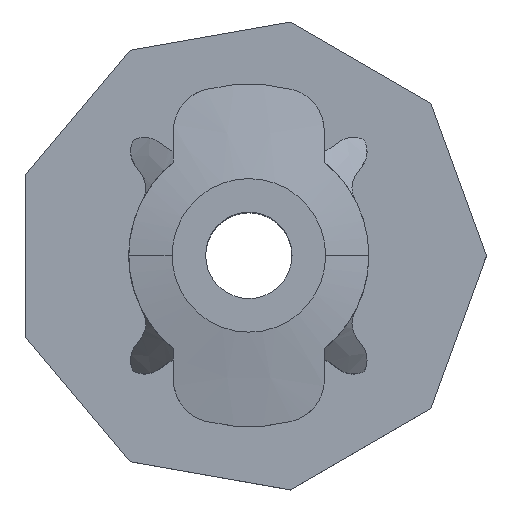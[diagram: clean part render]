
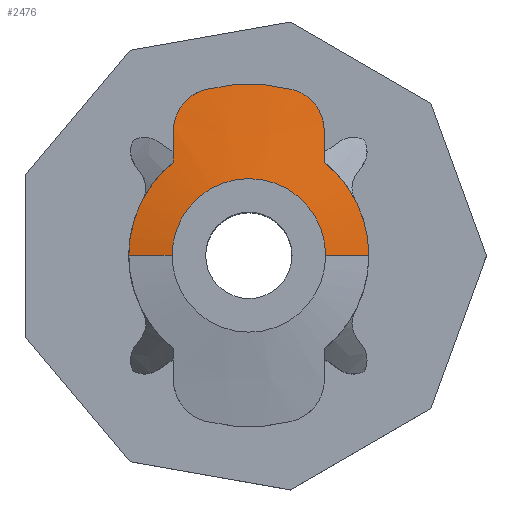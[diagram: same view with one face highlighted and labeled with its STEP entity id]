
A CAD part, top view. The second image highlights one B-rep face of the part: STEP entity #2476.
In plain terms, the highlighted conical face has half-angle 80.134 degrees and reference radius 7.938 mm.
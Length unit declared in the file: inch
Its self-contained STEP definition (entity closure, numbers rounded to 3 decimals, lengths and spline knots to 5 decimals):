
#8 = EDGE_CURVE ( 'NONE', #907, #278, #269, .T. ) ;
#19 = DIRECTION ( 'NONE',  ( -1., 0., 0. ) ) ;
#28 = CARTESIAN_POINT ( 'NONE',  ( -0.3125, 0., 0.71803 ) ) ;
#40 = DIRECTION ( 'NONE',  ( 0., 0., -1. ) ) ;
#71 = ORIENTED_EDGE ( 'NONE', *, *, #916, .T. ) ;
#109 = DIRECTION ( 'NONE',  ( -1., 0., 0. ) ) ;
#222 = VECTOR ( 'NONE', #2713, 39.37008 ) ;
#269 = CIRCLE ( 'NONE', #2366, 0.21875 ) ;
#274 = VECTOR ( 'NONE', #3640, 39.37008 ) ;
#278 = VERTEX_POINT ( 'NONE', #2902 ) ;
#286 = AXIS2_PLACEMENT_3D ( 'NONE', #2983, #498, #2912 ) ;
#402 = CARTESIAN_POINT ( 'NONE',  ( 0., 0., 0.74803 ) ) ;
#498 = DIRECTION ( 'NONE',  ( 0., 0., -1. ) ) ;
#600 = CIRCLE ( 'NONE', #618, 0.3125 ) ;
#613 = CARTESIAN_POINT ( 'NONE',  ( 0., 0., 0.73434 ) ) ;
#618 = AXIS2_PLACEMENT_3D ( 'NONE', #1652, #1641, #1630 ) ;
#636 = ORIENTED_EDGE ( 'NONE', *, *, #3482, .T. ) ;
#767 = CARTESIAN_POINT ( 'NONE',  ( 0.3125, 0., 0.71803 ) ) ;
#784 = CARTESIAN_POINT ( 'NONE',  ( -0.21875, 0., 0.73434 ) ) ;
#907 = VERTEX_POINT ( 'NONE', #2009 ) ;
#916 = EDGE_CURVE ( 'NONE', #3573, #1999, #1909, .T. ) ;
#949 = CARTESIAN_POINT ( 'NONE',  ( 0.1375, 0.18886, 0.7318 ) ) ;
#1053 = EDGE_LOOP ( 'NONE', ( #636, #1098, #1339, #2031, #71, #3223, #3202, #3348, #3415, #3040 ) ) ;
#1071 = CARTESIAN_POINT ( 'NONE',  ( 0.07855, 0.30247, 0.71803 ) ) ;
#1094 = CARTESIAN_POINT ( 'NONE',  ( 0.14, 0., 0.74803 ) ) ;
#1098 = ORIENTED_EDGE ( 'NONE', *, *, #3576, .T. ) ;
#1183 = CONICAL_SURFACE ( 'NONE', #3218, 0.3125, 1.399 ) ;
#1203 = VERTEX_POINT ( 'NONE', #1094 ) ;
#1339 = ORIENTED_EDGE ( 'NONE', *, *, #8, .F. ) ;
#1485 = CARTESIAN_POINT ( 'NONE',  ( -0.1375, 0.17013, 0.73434 ) ) ;
#1630 = DIRECTION ( 'NONE',  ( -1., 0., 0. ) ) ;
#1641 = DIRECTION ( 'NONE',  ( 0., 0., 1. ) ) ;
#1652 = CARTESIAN_POINT ( 'NONE',  ( 0., 0., 0.71803 ) ) ;
#1743 = DIRECTION ( 'NONE',  ( 0., 0., -1. ) ) ;
#1817 = CARTESIAN_POINT ( 'NONE',  ( 0.11586, 0.28117, 0.71951 ) ) ;
#1825 = CARTESIAN_POINT ( 'NONE',  ( 0.12646, 0.26739, 0.72096 ) ) ;
#1847 = CARTESIAN_POINT ( 'NONE',  ( 0.13053, 0.25979, 0.72183 ) ) ;
#1852 = LINE ( 'NONE', #767, #274 ) ;
#1909 = B_SPLINE_CURVE_WITH_KNOTS ( 'NONE', 3,
 ( #2107, #2093, #3023, #1847, #1825, #1817, #3677, #2260, #2222, #2198 ),
 .UNSPECIFIED., .F., .F.,
 ( 4, 2, 2, 2, 4 ),
 ( 0., 0.00066, 0.00132, 0.00197, 0.00263 ),
 .UNSPECIFIED. ) ;
#1915 = VERTEX_POINT ( 'NONE', #3445 ) ;
#1936 = B_SPLINE_CURVE_WITH_KNOTS ( 'NONE', 3,
 ( #3359, #3473, #3326, #3226, #3210, #3141, #3087, #3072, #3055, #3043 ),
 .UNSPECIFIED., .F., .F.,
 ( 4, 2, 2, 2, 4 ),
 ( 0., 0.00066, 0.00132, 0.00197, 0.00263 ),
 .UNSPECIFIED. ) ;
#1993 = FACE_OUTER_BOUND ( 'NONE', #1053, .T. ) ;
#1999 = VERTEX_POINT ( 'NONE', #1071 ) ;
#2001 = VERTEX_POINT ( 'NONE', #784 ) ;
#2005 = EDGE_CURVE ( 'NONE', #1915, #2001, #2187, .T. ) ;
#2009 = CARTESIAN_POINT ( 'NONE',  ( 0.1375, 0.17013, 0.73434 ) ) ;
#2031 = ORIENTED_EDGE ( 'NONE', *, *, #2914, .T. ) ;
#2093 = CARTESIAN_POINT ( 'NONE',  ( 0.1375, 0.23491, 0.72505 ) ) ;
#2098 = CARTESIAN_POINT ( 'NONE',  ( -0.1375, 0.22625, 0.72633 ) ) ;
#2107 = CARTESIAN_POINT ( 'NONE',  ( 0.1375, 0.22625, 0.72633 ) ) ;
#2187 = LINE ( 'NONE', #28, #222 ) ;
#2198 = CARTESIAN_POINT ( 'NONE',  ( 0.07855, 0.30247, 0.71803 ) ) ;
#2222 = CARTESIAN_POINT ( 'NONE',  ( 0.08703, 0.30026, 0.71803 ) ) ;
#2260 = CARTESIAN_POINT ( 'NONE',  ( 0.095, 0.2967, 0.71822 ) ) ;
#2366 = AXIS2_PLACEMENT_3D ( 'NONE', #613, #1743, #109 ) ;
#2388 = CARTESIAN_POINT ( 'NONE',  ( -0.07855, 0.30247, 0.71803 ) ) ;
#2476 = ADVANCED_FACE ( 'NONE', ( #1993 ), #1183, .T. ) ;
#2481 = AXIS2_PLACEMENT_3D ( 'NONE', #402, #40, #19 ) ;
#2557 = EDGE_CURVE ( 'NONE', #2001, #2578, #3213, .T. ) ;
#2578 = VERTEX_POINT ( 'NONE', #1485 ) ;
#2700 = CARTESIAN_POINT ( 'NONE',  ( 0.1375, 0.22625, 0.72633 ) ) ;
#2713 = DIRECTION ( 'NONE',  ( -0.985, 0., -0.171 ) ) ;
#2739 = VERTEX_POINT ( 'NONE', #2388 ) ;
#2757 = VERTEX_POINT ( 'NONE', #2098 ) ;
#2763 = CARTESIAN_POINT ( 'NONE',  ( 0.1375, 0.22625, 0.72633 ) ) ;
#2902 = CARTESIAN_POINT ( 'NONE',  ( 0.21875, 0., 0.73434 ) ) ;
#2912 = DIRECTION ( 'NONE',  ( -1., 0., 0. ) ) ;
#2914 = EDGE_CURVE ( 'NONE', #907, #3573, #3175, .T. ) ;
#2983 = CARTESIAN_POINT ( 'NONE',  ( 0., 0., 0.73434 ) ) ;
#3023 = CARTESIAN_POINT ( 'NONE',  ( 0.13611, 0.24335, 0.7239 ) ) ;
#3027 = DIRECTION ( 'NONE',  ( 0., 0., -1. ) ) ;
#3040 = ORIENTED_EDGE ( 'NONE', *, *, #2005, .F. ) ;
#3043 = CARTESIAN_POINT ( 'NONE',  ( -0.1375, 0.22625, 0.72633 ) ) ;
#3055 = CARTESIAN_POINT ( 'NONE',  ( -0.1375, 0.23491, 0.72505 ) ) ;
#3068 = CARTESIAN_POINT ( 'NONE',  ( 0.1375, 0.17013, 0.73434 ) ) ;
#3072 = CARTESIAN_POINT ( 'NONE',  ( -0.1361, 0.24341, 0.72389 ) ) ;
#3085 = EDGE_CURVE ( 'NONE', #2757, #2578, #3109, .T. ) ;
#3087 = CARTESIAN_POINT ( 'NONE',  ( -0.13051, 0.25983, 0.72182 ) ) ;
#3109 = B_SPLINE_CURVE_WITH_KNOTS ( 'NONE', 3,
 ( #3409, #3423, #3350, #3339 ),
 .UNSPECIFIED., .F., .F.,
 ( 4, 4 ),
 ( 0., 0.00144 ),
 .UNSPECIFIED. ) ;
#3141 = CARTESIAN_POINT ( 'NONE',  ( -0.12644, 0.26742, 0.72095 ) ) ;
#3175 = B_SPLINE_CURVE_WITH_KNOTS ( 'NONE', 3,
 ( #3068, #949, #3273, #2700 ),
 .UNSPECIFIED., .F., .F.,
 ( 4, 4 ),
 ( 0., 0.00144 ),
 .UNSPECIFIED. ) ;
#3202 = ORIENTED_EDGE ( 'NONE', *, *, #3618, .T. ) ;
#3210 = CARTESIAN_POINT ( 'NONE',  ( -0.11581, 0.28122, 0.7195 ) ) ;
#3213 = CIRCLE ( 'NONE', #286, 0.21875 ) ;
#3218 = AXIS2_PLACEMENT_3D ( 'NONE', #3221, #3027, #3234 ) ;
#3221 = CARTESIAN_POINT ( 'NONE',  ( 0., 0., 0.71803 ) ) ;
#3223 = ORIENTED_EDGE ( 'NONE', *, *, #3292, .T. ) ;
#3226 = CARTESIAN_POINT ( 'NONE',  ( -0.10949, 0.28711, 0.71896 ) ) ;
#3234 = DIRECTION ( 'NONE',  ( -1., 0., 0. ) ) ;
#3273 = CARTESIAN_POINT ( 'NONE',  ( 0.1375, 0.20756, 0.72911 ) ) ;
#3292 = EDGE_CURVE ( 'NONE', #1999, #2739, #600, .T. ) ;
#3326 = CARTESIAN_POINT ( 'NONE',  ( -0.09491, 0.29675, 0.71822 ) ) ;
#3339 = CARTESIAN_POINT ( 'NONE',  ( -0.1375, 0.17013, 0.73434 ) ) ;
#3348 = ORIENTED_EDGE ( 'NONE', *, *, #3085, .T. ) ;
#3350 = CARTESIAN_POINT ( 'NONE',  ( -0.1375, 0.18886, 0.7318 ) ) ;
#3359 = CARTESIAN_POINT ( 'NONE',  ( -0.07855, 0.30247, 0.71803 ) ) ;
#3409 = CARTESIAN_POINT ( 'NONE',  ( -0.1375, 0.22625, 0.72633 ) ) ;
#3415 = ORIENTED_EDGE ( 'NONE', *, *, #2557, .F. ) ;
#3423 = CARTESIAN_POINT ( 'NONE',  ( -0.1375, 0.20756, 0.72911 ) ) ;
#3445 = CARTESIAN_POINT ( 'NONE',  ( -0.14, 0., 0.74803 ) ) ;
#3473 = CARTESIAN_POINT ( 'NONE',  ( -0.08703, 0.30027, 0.71803 ) ) ;
#3482 = EDGE_CURVE ( 'NONE', #1915, #1203, #3583, .T. ) ;
#3573 = VERTEX_POINT ( 'NONE', #2763 ) ;
#3576 = EDGE_CURVE ( 'NONE', #1203, #278, #1852, .T. ) ;
#3583 = CIRCLE ( 'NONE', #2481, 0.14 ) ;
#3618 = EDGE_CURVE ( 'NONE', #2739, #2757, #1936, .T. ) ;
#3640 = DIRECTION ( 'NONE',  ( 0.985, 0., -0.171 ) ) ;
#3677 = CARTESIAN_POINT ( 'NONE',  ( 0.10951, 0.28708, 0.71896 ) ) ;
